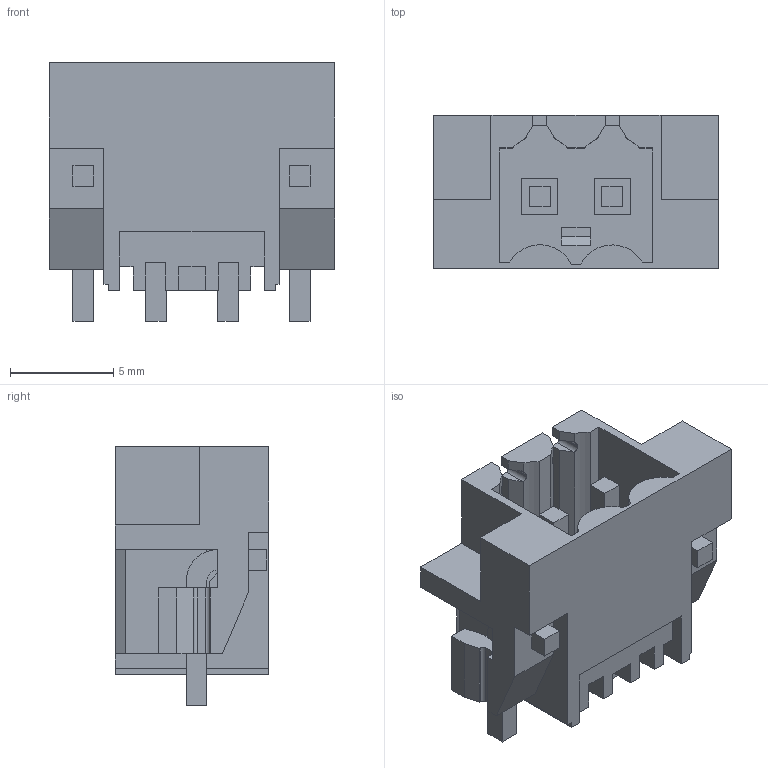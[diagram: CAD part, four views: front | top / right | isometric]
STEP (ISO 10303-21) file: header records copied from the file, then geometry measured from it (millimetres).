
FILE_DESCRIPTION(('CATIA V5 STEP Exchange','CAx-IF Rec.Pracs.--- Model Styling and Organization---1.4--- 2014-01-23'),'2;1');
FILE_NAME ('D1486729_0_2001250000_2001250000.stp','2021-05-20T13:13:41+00:00',('none'),('Weidmueller'),'CATIA Version 5-6 Release 2016 SP3 HF44','CATIA V5 STEP AP214','none');
FILE_SCHEMA(('AUTOMOTIVE_DESIGN { 1 0 10303 214 1 1 1 1 }'));
Length unit declared in the file: millimetre
Products named in the file (1): 2001250000
Bounding box: 13.85 x 7.45 x 12.55 mm (x, y, z)
Volume: 500 mm3; surface area: 1295.3 mm2
Topology: 5 solids, 5 shells, 251 faces, 714 edges, 474 vertices
Faces by surface type: plane 229, cylinder 22
Entity records: 8145 total; most frequent: CARTESIAN_POINT 1483, ORIENTED_EDGE 1428, DIRECTION 1144, EDGE_CURVE 714, VECTOR 660, LINE 660, VERTEX_POINT 474, AXIS2_PLACEMENT_3D 261
